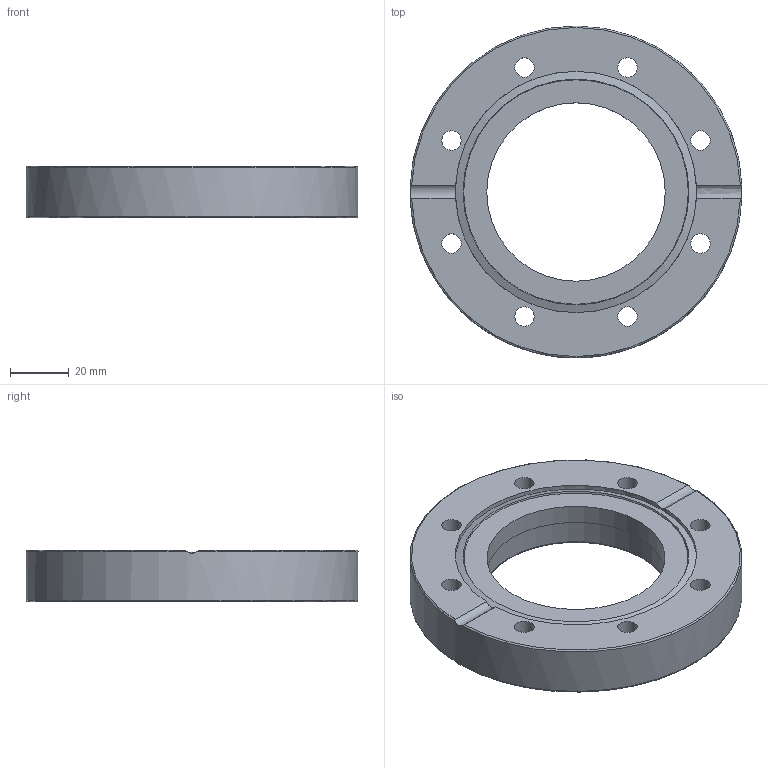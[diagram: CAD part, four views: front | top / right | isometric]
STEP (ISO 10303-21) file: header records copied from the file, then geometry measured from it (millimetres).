
FILE_DESCRIPTION((''),'2;1');
FILE_NAME('F63B63T-316.stp','2009-03-13T08:51:23',('hasers'),(''),'Autodesk Inventor 2008','Autodesk Inventor 2008','');
FILE_SCHEMA(('AUTOMOTIVE_DESIGN { 1 0 10303 214 1 1 1 1 }'));
Length unit declared in the file: millimetre
Products named in the file (2): F63B63T-316; CF-07 [Keywords [Summary]=1.4404][Company [Summary]=Vacom][Title [Summary]=F63B63T]
Assembly tree (1 placements, depth 2):
  F63B63T-316
    CF-07 [Keywords [Summary]=1.4404][Company [Summary]=Vacom][Title [Summary]=F63B63T]
Bounding box: 113.5 x 113.5 x 17.5 mm (x, y, z)
Volume: 115457.4 mm3; surface area: 26566.9 mm2
Topology: 1 solids, 1 shells, 25 faces, 70 edges, 48 vertices
Faces by surface type: bspline 9, cylinder 5, plane 5, torus 4, cone 2
Full cylindrical faces by diameter (mm): 61 x1, 63.8 x1, 82.5 x1, 113.5 x1
Entity records: 963 total; most frequent: CARTESIAN_POINT 379, DIRECTION 106, ORIENTED_EDGE 88, EDGE_LOOP 60, AXIS2_PLACEMENT_3D 51, EDGE_CURVE 44, VERTEX_POINT 38, FACE_BOUND 35
